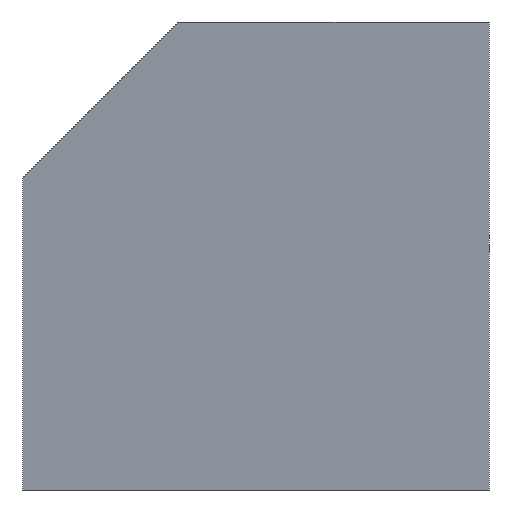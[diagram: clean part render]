
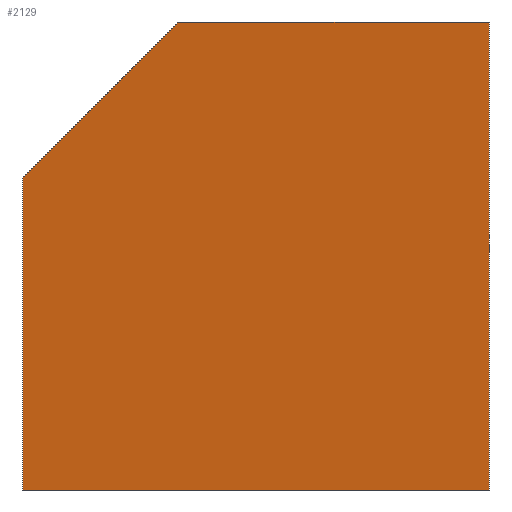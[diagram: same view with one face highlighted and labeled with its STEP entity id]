
A CAD part, left-side view. The second image highlights one B-rep face of the part: STEP entity #2129.
In plain terms, the highlighted planar face has unit normal (-0.981, 0.197, 0).
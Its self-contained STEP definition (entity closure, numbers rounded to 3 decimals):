
#2129 = ADVANCED_FACE('',(#2130),#2144,.T.);
#2130 = FACE_BOUND('',#2131,.T.);
#2131 = EDGE_LOOP('',(#2132,#2155,#2171,#2187,#2203));
#2132 = ORIENTED_EDGE('',*,*,#2133,.F.);
#2133 = EDGE_CURVE('',#2134,#2136,#2138,.T.);
#2134 = VERTEX_POINT('',#2135);
#2135 = CARTESIAN_POINT('',(-1.4,2.992,0.));
#2136 = VERTEX_POINT('',#2137);
#2137 = CARTESIAN_POINT('',(-1.4,2.992,2.));
#2138 = SURFACE_CURVE('',#2139,(#2143),.PCURVE_S1.);
#2139 = LINE('',#2140,#2141);
#2140 = CARTESIAN_POINT('',(-1.4,2.992,0.));
#2141 = VECTOR('',#2142,1.);
#2142 = DIRECTION('',(0.,0.,1.));
#2143 = PCURVE('',#2144,#2149);
#2144 = PLANE('',#2145);
#2145 = AXIS2_PLACEMENT_3D('',#2146,#2147,#2148);
#2146 = CARTESIAN_POINT('',(-2.,0.,0.));
#2147 = DIRECTION('',(-0.98,0.197,0.));
#2148 = DIRECTION('',(0.197,0.98,0.));
#2149 = DEFINITIONAL_REPRESENTATION('',(#2150),#2154);
#2150 = LINE('',#2151,#2152);
#2151 = CARTESIAN_POINT('',(3.052,0.));
#2152 = VECTOR('',#2153,1.);
#2153 = DIRECTION('',(0.,-1.));
#2154 = ( GEOMETRIC_REPRESENTATION_CONTEXT(2) 
PARAMETRIC_REPRESENTATION_CONTEXT() REPRESENTATION_CONTEXT('2D SPACE',''
  ) );
#2155 = ORIENTED_EDGE('',*,*,#2156,.F.);
#2156 = EDGE_CURVE('',#2157,#2134,#2159,.T.);
#2157 = VERTEX_POINT('',#2158);
#2158 = CARTESIAN_POINT('',(-2.,0.,0.));
#2159 = SURFACE_CURVE('',#2160,(#2164),.PCURVE_S1.);
#2160 = LINE('',#2161,#2162);
#2161 = CARTESIAN_POINT('',(-2.,0.,0.));
#2162 = VECTOR('',#2163,1.);
#2163 = DIRECTION('',(0.197,0.98,0.));
#2164 = PCURVE('',#2144,#2165);
#2165 = DEFINITIONAL_REPRESENTATION('',(#2166),#2170);
#2166 = LINE('',#2167,#2168);
#2167 = CARTESIAN_POINT('',(0.,0.));
#2168 = VECTOR('',#2169,1.);
#2169 = DIRECTION('',(1.,0.));
#2170 = ( GEOMETRIC_REPRESENTATION_CONTEXT(2) 
PARAMETRIC_REPRESENTATION_CONTEXT() REPRESENTATION_CONTEXT('2D SPACE',''
  ) );
#2171 = ORIENTED_EDGE('',*,*,#2172,.T.);
#2172 = EDGE_CURVE('',#2157,#2173,#2175,.T.);
#2173 = VERTEX_POINT('',#2174);
#2174 = CARTESIAN_POINT('',(-2.,0.,3.));
#2175 = SURFACE_CURVE('',#2176,(#2180),.PCURVE_S1.);
#2176 = LINE('',#2177,#2178);
#2177 = CARTESIAN_POINT('',(-2.,0.,0.));
#2178 = VECTOR('',#2179,1.);
#2179 = DIRECTION('',(0.,0.,1.));
#2180 = PCURVE('',#2144,#2181);
#2181 = DEFINITIONAL_REPRESENTATION('',(#2182),#2186);
#2182 = LINE('',#2183,#2184);
#2183 = CARTESIAN_POINT('',(0.,0.));
#2184 = VECTOR('',#2185,1.);
#2185 = DIRECTION('',(0.,-1.));
#2186 = ( GEOMETRIC_REPRESENTATION_CONTEXT(2) 
PARAMETRIC_REPRESENTATION_CONTEXT() REPRESENTATION_CONTEXT('2D SPACE',''
  ) );
#2187 = ORIENTED_EDGE('',*,*,#2188,.T.);
#2188 = EDGE_CURVE('',#2173,#2189,#2191,.T.);
#2189 = VERTEX_POINT('',#2190);
#2190 = CARTESIAN_POINT('',(-1.601,1.992,3.));
#2191 = SURFACE_CURVE('',#2192,(#2196),.PCURVE_S1.);
#2192 = LINE('',#2193,#2194);
#2193 = CARTESIAN_POINT('',(-2.,0.,3.));
#2194 = VECTOR('',#2195,1.);
#2195 = DIRECTION('',(0.197,0.98,0.));
#2196 = PCURVE('',#2144,#2197);
#2197 = DEFINITIONAL_REPRESENTATION('',(#2198),#2202);
#2198 = LINE('',#2199,#2200);
#2199 = CARTESIAN_POINT('',(0.,-3.));
#2200 = VECTOR('',#2201,1.);
#2201 = DIRECTION('',(1.,0.));
#2202 = ( GEOMETRIC_REPRESENTATION_CONTEXT(2) 
PARAMETRIC_REPRESENTATION_CONTEXT() REPRESENTATION_CONTEXT('2D SPACE',''
  ) );
#2203 = ORIENTED_EDGE('',*,*,#2204,.F.);
#2204 = EDGE_CURVE('',#2136,#2189,#2205,.T.);
#2205 = SURFACE_CURVE('',#2206,(#2210),.PCURVE_S1.);
#2206 = LINE('',#2207,#2208);
#2207 = CARTESIAN_POINT('',(-1.504,2.474,
    2.518));
#2208 = VECTOR('',#2209,1.);
#2209 = DIRECTION('',(-0.14,-0.7,0.7));
#2210 = PCURVE('',#2144,#2211);
#2211 = DEFINITIONAL_REPRESENTATION('',(#2212),#2216);
#2212 = LINE('',#2213,#2214);
#2213 = CARTESIAN_POINT('',(2.524,-2.518));
#2214 = VECTOR('',#2215,1.);
#2215 = DIRECTION('',(-0.714,-0.7));
#2216 = ( GEOMETRIC_REPRESENTATION_CONTEXT(2) 
PARAMETRIC_REPRESENTATION_CONTEXT() REPRESENTATION_CONTEXT('2D SPACE',''
  ) );
